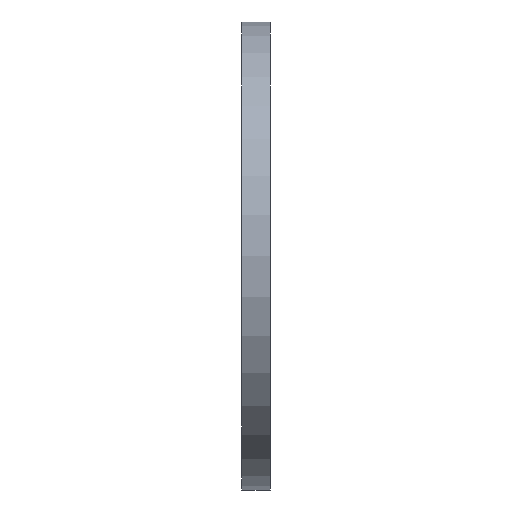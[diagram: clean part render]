
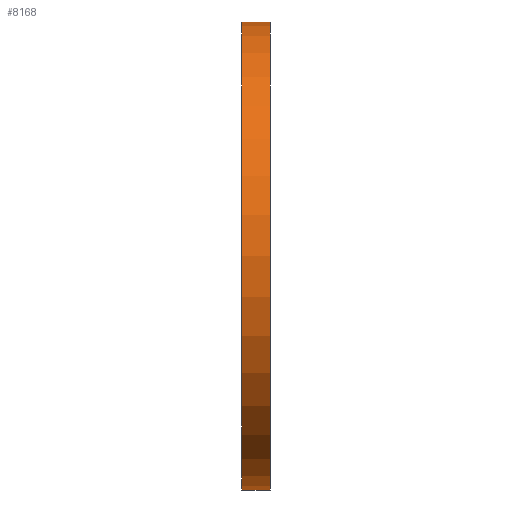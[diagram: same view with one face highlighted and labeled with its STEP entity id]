
A CAD part, left-side view. The second image highlights one B-rep face of the part: STEP entity #8168.
In plain terms, the highlighted cylindrical face has radius 50 mm (diameter 100 mm), a partial arc.
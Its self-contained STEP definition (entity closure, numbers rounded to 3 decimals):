
#197 = DIRECTION ( 'NONE',  ( 0., 0., 1. ) ) ;
#530 = CARTESIAN_POINT ( 'NONE',  ( 0., 6., 0. ) ) ;
#1600 = DIRECTION ( 'NONE',  ( 0., 0., -1. ) ) ;
#1708 = ORIENTED_EDGE ( 'NONE', *, *, #3163, .T. ) ;
#2020 = VERTEX_POINT ( 'NONE', #7018 ) ;
#2417 = CYLINDRICAL_SURFACE ( 'NONE', #3647, 50. ) ;
#2856 = CIRCLE ( 'NONE', #10976, 50. ) ;
#2858 = DIRECTION ( 'NONE',  ( 0., 1., 0. ) ) ;
#3044 = CARTESIAN_POINT ( 'NONE',  ( 0., 6., 50. ) ) ;
#3163 = EDGE_CURVE ( 'NONE', #10121, #10032, #5641, .T. ) ;
#3368 = FACE_OUTER_BOUND ( 'NONE', #3831, .T. ) ;
#3647 = AXIS2_PLACEMENT_3D ( 'NONE', #4218, #6806, #1600 ) ;
#3831 = EDGE_LOOP ( 'NONE', ( #10611, #5644, #1708, #9218 ) ) ;
#4218 = CARTESIAN_POINT ( 'NONE',  ( 0., 6., 0. ) ) ;
#4638 = LINE ( 'NONE', #9537, #8831 ) ;
#5148 = CIRCLE ( 'NONE', #8872, 50. ) ;
#5409 = CARTESIAN_POINT ( 'NONE',  ( 0., 0., 0. ) ) ;
#5612 = CARTESIAN_POINT ( 'NONE',  ( 0., 6., -50. ) ) ;
#5641 = LINE ( 'NONE', #9387, #10967 ) ;
#5644 = ORIENTED_EDGE ( 'NONE', *, *, #8457, .F. ) ;
#6515 = EDGE_CURVE ( 'NONE', #10032, #2020, #2856, .T. ) ;
#6585 = VERTEX_POINT ( 'NONE', #3044 ) ;
#6619 = DIRECTION ( 'NONE',  ( 0., 1., 0. ) ) ;
#6806 = DIRECTION ( 'NONE',  ( 0., -1., 0. ) ) ;
#7018 = CARTESIAN_POINT ( 'NONE',  ( 0., 0., 50. ) ) ;
#7530 = DIRECTION ( 'NONE',  ( 0., 0., 1. ) ) ;
#8168 = ADVANCED_FACE ( 'NONE', ( #3368 ), #2417, .T. ) ;
#8457 = EDGE_CURVE ( 'NONE', #10121, #6585, #5148, .T. ) ;
#8831 = VECTOR ( 'NONE', #10365, 1000. ) ;
#8872 = AXIS2_PLACEMENT_3D ( 'NONE', #530, #6619, #7530 ) ;
#9218 = ORIENTED_EDGE ( 'NONE', *, *, #6515, .T. ) ;
#9387 = CARTESIAN_POINT ( 'NONE',  ( 0., 6., -50. ) ) ;
#9537 = CARTESIAN_POINT ( 'NONE',  ( 0., 6., 50. ) ) ;
#9658 = CARTESIAN_POINT ( 'NONE',  ( 0., 0., -50. ) ) ;
#10032 = VERTEX_POINT ( 'NONE', #9658 ) ;
#10121 = VERTEX_POINT ( 'NONE', #5612 ) ;
#10365 = DIRECTION ( 'NONE',  ( 0., -1., 0. ) ) ;
#10611 = ORIENTED_EDGE ( 'NONE', *, *, #11160, .F. ) ;
#10967 = VECTOR ( 'NONE', #11118, 1000. ) ;
#10976 = AXIS2_PLACEMENT_3D ( 'NONE', #5409, #2858, #197 ) ;
#11118 = DIRECTION ( 'NONE',  ( 0., -1., 0. ) ) ;
#11160 = EDGE_CURVE ( 'NONE', #6585, #2020, #4638, .T. ) ;
